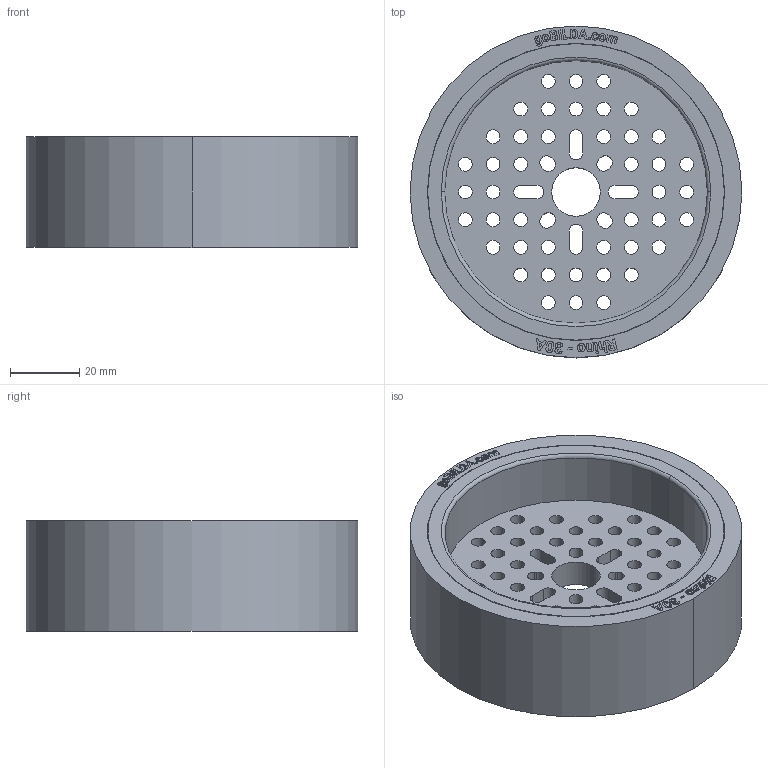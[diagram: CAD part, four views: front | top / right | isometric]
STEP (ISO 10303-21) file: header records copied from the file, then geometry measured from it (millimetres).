
FILE_DESCRIPTION (( 'STEP AP203' ), '1' );
FILE_NAME ('3614-0014-0096 assembly.STEP', '2020-12-15T21:59:30', ( '' ), ( '' ), 'SwSTEP 2.0', 'SolidWorks 2016', '' );
FILE_SCHEMA (( 'CONFIG_CONTROL_DESIGN' ));
Length unit declared in the file: millimetre
Products named in the file (4): 3614-0014-0096 assembly; 3614-0014-0096 Text; 3614-0014-0096 wheel ring; 3614-0014-0096 wheel
Assembly tree (4 placements, depth 2):
  3614-0014-0096 assembly
    3614-0014-0096 wheel
    3614-0014-0096 wheel ring
    3614-0014-0096 Text  x2
Bounding box: 96 x 96 x 32.2 mm (x, y, z)
Volume: 115509.1 mm3; surface area: 51341.4 mm2
Topology: 44 solids, 44 shells, 870 faces, 2332 edges, 1552 vertices
Faces by surface type: bspline 386, plane 352, cylinder 124, torus 8
Entity records: 17837 total; most frequent: CARTESIAN_POINT 5386, ORIENTED_EDGE 2762, DIRECTION 1907, EDGE_CURVE 1381, VERTEX_POINT 918, LINE 733, VECTOR 733, EDGE_LOOP 643
